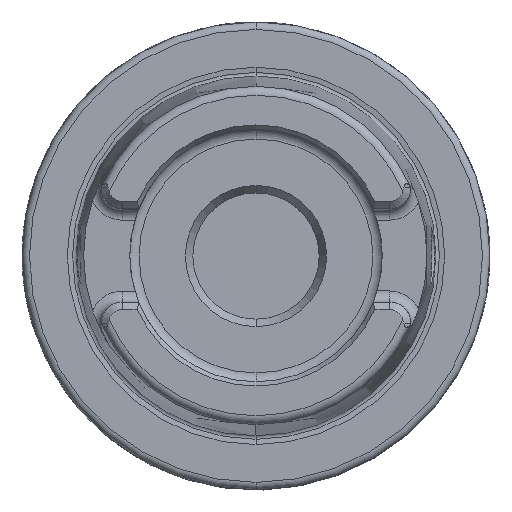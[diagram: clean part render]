
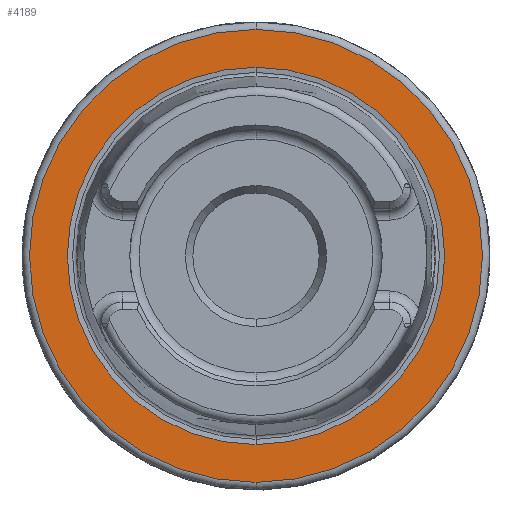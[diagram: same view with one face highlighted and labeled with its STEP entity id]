
A CAD part, top view. The second image highlights one B-rep face of the part: STEP entity #4189.
In plain terms, the highlighted planar face has unit normal (0, 0, 1).
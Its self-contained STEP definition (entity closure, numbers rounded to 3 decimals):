
#1264=CARTESIAN_POINT('',(0,0,26));
#1265=DIRECTION('',(0,0,-1));
#1266=DIRECTION('',(0,1,0));
#1267=AXIS2_PLACEMENT_3D('',#1264,#1265,#1266);
#1277=CARTESIAN_POINT('',(0,0,26));
#1278=DIRECTION('',(0,0,1));
#1279=DIRECTION('',(0,1,0));
#1280=AXIS2_PLACEMENT_3D('',#1277,#1278,#1279);
#1282=CARTESIAN_POINT('',(0,0,26));
#1283=DIRECTION('',(0,0,1));
#1284=DIRECTION('',(0,1,0));
#1285=AXIS2_PLACEMENT_3D('',#1282,#1283,#1284);
#1287=CARTESIAN_POINT('',(0,0,26));
#1288=DIRECTION('',(0,0,1));
#1289=DIRECTION('',(0,-1,0));
#1290=AXIS2_PLACEMENT_3D('',#1287,#1288,#1289);
#2452=CARTESIAN_POINT('',(0,25.409,26));
#2454=VERTEX_POINT('',#2452);
#2488=CARTESIAN_POINT('',(0,-25.409,26));
#2490=VERTEX_POINT('',#2488);
#2554=CARTESIAN_POINT('',(0,30.5,26));
#2555=CARTESIAN_POINT('',(0,-30.5,26));
#2556=VERTEX_POINT('',#2554);
#2557=VERTEX_POINT('',#2555);
#4174=CARTESIAN_POINT('',(0,0,26));
#4175=DIRECTION('',(0,0,-1));
#4176=DIRECTION('',(0,-1,0));
#4177=AXIS2_PLACEMENT_3D('',#4174,#4175,#4176);
#4178=PLANE('',#4177);
#4180=ORIENTED_EDGE('',*,*,#4179,.F.);
#4182=ORIENTED_EDGE('',*,*,#4181,.F.);
#4183=EDGE_LOOP('',(#4180,#4182));
#4184=FACE_OUTER_BOUND('',#4183,.F.);
#4185=ORIENTED_EDGE('',*,*,#4169,.T.);
#4186=ORIENTED_EDGE('',*,*,#4153,.F.);
#4187=EDGE_LOOP('',(#4185,#4186));
#4188=FACE_BOUND('',#4187,.F.);
#4189=ADVANCED_FACE('',(#4184,#4188),#4178,.F.);
#1268=CIRCLE('',#1267,25.409);
#1281=CIRCLE('',#1280,25.409);
#1286=CIRCLE('',#1285,30.5);
#1291=CIRCLE('',#1290,30.5);
#4153=EDGE_CURVE('',#2454,#2490,#1268,.T.);
#4169=EDGE_CURVE('',#2454,#2490,#1281,.T.);
#4179=EDGE_CURVE('',#2556,#2557,#1286,.T.);
#4181=EDGE_CURVE('',#2557,#2556,#1291,.T.);
